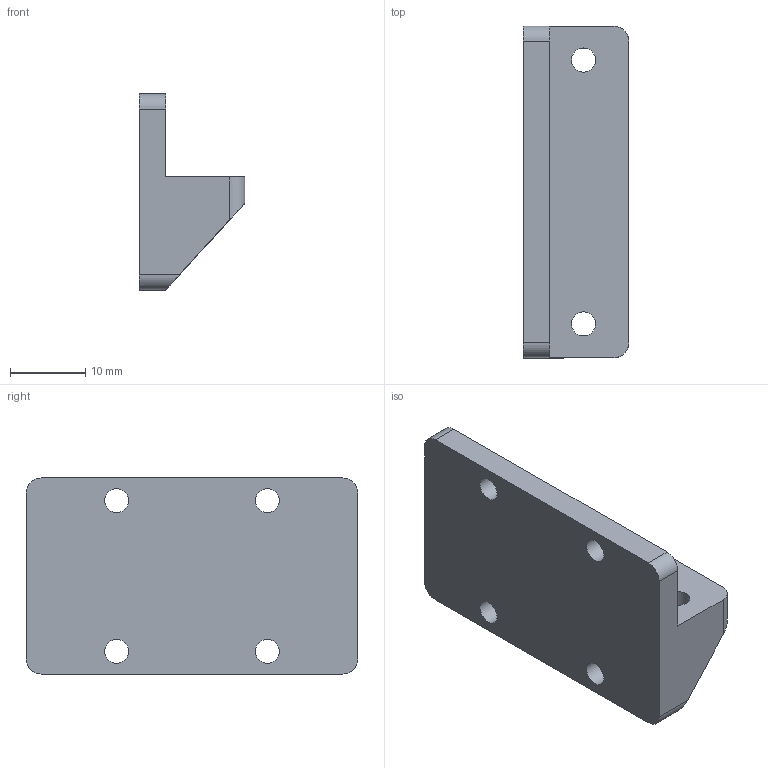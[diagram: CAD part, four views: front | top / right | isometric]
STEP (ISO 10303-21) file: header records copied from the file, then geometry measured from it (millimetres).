
FILE_DESCRIPTION(('FreeCAD Model'),'2;1');
FILE_NAME('y-frog-fastener-x2.step', '2021-04-29T10:03:57',('Author'),(''), 'Open CASCADE STEP processor 7.3','FreeCAD','Unknown');
FILE_SCHEMA(('AUTOMOTIVE_DESIGN { 1 0 10303 214 1 1 1 1 }'));
Length unit declared in the file: millimetre
Products named in the file (1): frog-fastener
Bounding box: 14 x 44 x 26 mm (x, y, z)
Volume: 7600.2 mm3; surface area: 3995.9 mm2
Topology: 1 solids, 1 shells, 39 faces, 105 edges, 70 vertices
Faces by surface type: plane 25, cylinder 14
Full cylindrical faces by diameter (mm): 3.2 x6
Entity records: 3018 total; most frequent: CARTESIAN_POINT 633, DIRECTION 384, LINE 217, VECTOR 217, ORIENTED_EDGE 210, PCURVE 210, DEFINITIONAL_REPRESENTATION 210, EDGE_CURVE 105
